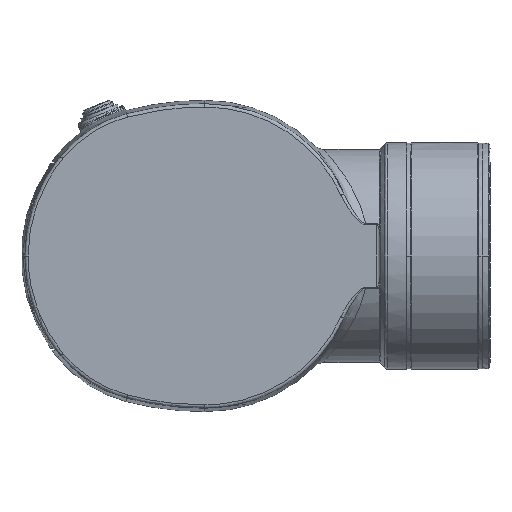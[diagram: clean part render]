
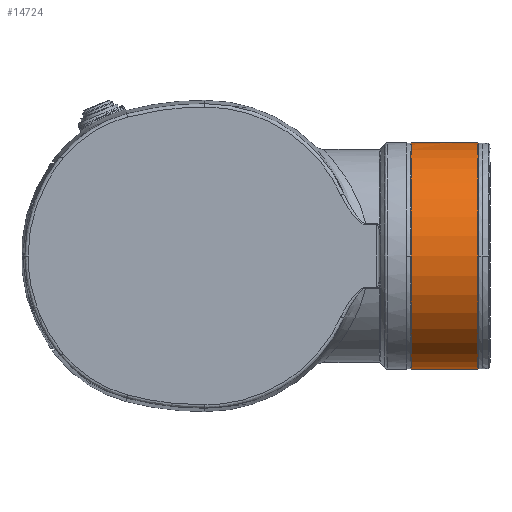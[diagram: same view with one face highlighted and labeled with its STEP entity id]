
A CAD part, front view. The second image highlights one B-rep face of the part: STEP entity #14724.
In plain terms, the highlighted cylindrical face has radius 34.5 mm (diameter 69 mm), a partial arc.
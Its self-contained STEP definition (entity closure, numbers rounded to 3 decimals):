
#263 = CARTESIAN_POINT ( 'NONE',  ( 530.6, -1.848, 923.565 ) ) ;
#288 = CARTESIAN_POINT ( 'NONE',  ( 534.2, -0.014, 889.112 ) ) ;
#687 = ORIENTED_EDGE ( 'NONE', *, *, #8962, .T. ) ;
#970 = DIRECTION ( 'NONE',  ( 1., 0., 0. ) ) ;
#1113 = ORIENTED_EDGE ( 'NONE', *, *, #1346, .F. ) ;
#1215 = CARTESIAN_POINT ( 'NONE',  ( 524.6, -1.514, 923.579 ) ) ;
#1305 = EDGE_CURVE ( 'NONE', #2320, #4253, #7959, .T. ) ;
#1346 = EDGE_CURVE ( 'NONE', #4366, #4253, #8847, .T. ) ;
#1464 = CYLINDRICAL_SURFACE ( 'NONE', #15348, 34.5 ) ;
#1638 = CARTESIAN_POINT ( 'NONE',  ( 534.2, -0.014, 854.612 ) ) ;
#1875 = LINE ( 'NONE', #13464, #4158 ) ;
#1934 = LINE ( 'NONE', #16177, #8509 ) ;
#2024 = DIRECTION ( 'NONE',  ( 1., 0., 0. ) ) ;
#2320 = VERTEX_POINT ( 'NONE', #1638 ) ;
#2492 = CARTESIAN_POINT ( 'NONE',  ( 524.6, -2.514, 923.521 ) ) ;
#2667 = CARTESIAN_POINT ( 'NONE',  ( 534.2, -0.014, 923.612 ) ) ;
#3258 = B_SPLINE_CURVE_WITH_KNOTS ( 'NONE', 3,
 ( #2492, #7546, #3687, #1215 ),
 .UNSPECIFIED., .F., .F.,
 ( 4, 4 ),
 ( 0., 1. ),
 .UNSPECIFIED. ) ;
#3687 = CARTESIAN_POINT ( 'NONE',  ( 524.6, -1.848, 923.565 ) ) ;
#3940 = CARTESIAN_POINT ( 'NONE',  ( 526., -0.014, 889.112 ) ) ;
#4102 = FACE_BOUND ( 'NONE', #9555, .T. ) ;
#4158 = VECTOR ( 'NONE', #4361, 1000. ) ;
#4247 = CARTESIAN_POINT ( 'NONE',  ( 530.6, -2.514, 923.521 ) ) ;
#4253 = VERTEX_POINT ( 'NONE', #2667 ) ;
#4285 = CARTESIAN_POINT ( 'NONE',  ( 530.6, -1.514, 923.579 ) ) ;
#4361 = DIRECTION ( 'NONE',  ( -1., 0., 0. ) ) ;
#4366 = VERTEX_POINT ( 'NONE', #13202 ) ;
#4370 = ORIENTED_EDGE ( 'NONE', *, *, #5423, .T. ) ;
#4607 = CARTESIAN_POINT ( 'NONE',  ( 513.9, -0.014, 889.112 ) ) ;
#5310 = B_SPLINE_CURVE_WITH_KNOTS ( 'NONE', 3,
 ( #4285, #263, #6519, #5487 ),
 .UNSPECIFIED., .F., .F.,
 ( 4, 4 ),
 ( 0., 1. ),
 .UNSPECIFIED. ) ;
#5423 = EDGE_CURVE ( 'NONE', #8736, #2320, #6272, .T. ) ;
#5487 = CARTESIAN_POINT ( 'NONE',  ( 530.6, -2.514, 923.521 ) ) ;
#5537 = AXIS2_PLACEMENT_3D ( 'NONE', #4607, #5720, #15168 ) ;
#5720 = DIRECTION ( 'NONE',  ( -1., 0., 0. ) ) ;
#5828 = ORIENTED_EDGE ( 'NONE', *, *, #6545, .T. ) ;
#6223 = VERTEX_POINT ( 'NONE', #7743 ) ;
#6242 = ORIENTED_EDGE ( 'NONE', *, *, #1305, .T. ) ;
#6272 = LINE ( 'NONE', #15470, #8497 ) ;
#6519 = CARTESIAN_POINT ( 'NONE',  ( 530.6, -2.181, 923.545 ) ) ;
#6545 = EDGE_CURVE ( 'NONE', #6223, #14166, #3258, .T. ) ;
#6592 = DIRECTION ( 'NONE',  ( 0., 0., -1. ) ) ;
#6947 = ORIENTED_EDGE ( 'NONE', *, *, #15280, .T. ) ;
#6976 = EDGE_CURVE ( 'NONE', #11166, #12501, #5310, .T. ) ;
#7546 = CARTESIAN_POINT ( 'NONE',  ( 524.6, -2.181, 923.545 ) ) ;
#7743 = CARTESIAN_POINT ( 'NONE',  ( 524.6, -2.514, 923.521 ) ) ;
#7959 = CIRCLE ( 'NONE', #12874, 34.5 ) ;
#8497 = VECTOR ( 'NONE', #12723, 1000. ) ;
#8509 = VECTOR ( 'NONE', #2024, 1000. ) ;
#8736 = VERTEX_POINT ( 'NONE', #14860 ) ;
#8847 = LINE ( 'NONE', #9881, #13697 ) ;
#8962 = EDGE_CURVE ( 'NONE', #12501, #6223, #1875, .T. ) ;
#9555 = EDGE_LOOP ( 'NONE', ( #5828, #6947, #11467, #687 ) ) ;
#9881 = CARTESIAN_POINT ( 'NONE',  ( 526., -0.014, 923.612 ) ) ;
#10549 = FACE_OUTER_BOUND ( 'NONE', #12310, .T. ) ;
#10629 = DIRECTION ( 'NONE',  ( 1., 0., 0. ) ) ;
#10833 = EDGE_CURVE ( 'NONE', #8736, #4366, #14868, .T. ) ;
#11166 = VERTEX_POINT ( 'NONE', #13413 ) ;
#11467 = ORIENTED_EDGE ( 'NONE', *, *, #6976, .T. ) ;
#12207 = DIRECTION ( 'NONE',  ( -1., 0., 0. ) ) ;
#12310 = EDGE_LOOP ( 'NONE', ( #1113, #13632, #4370, #6242 ) ) ;
#12501 = VERTEX_POINT ( 'NONE', #4247 ) ;
#12723 = DIRECTION ( 'NONE',  ( 1., 0., 0. ) ) ;
#12874 = AXIS2_PLACEMENT_3D ( 'NONE', #288, #12207, #13658 ) ;
#13202 = CARTESIAN_POINT ( 'NONE',  ( 513.9, -0.014, 923.612 ) ) ;
#13413 = CARTESIAN_POINT ( 'NONE',  ( 530.6, -1.514, 923.579 ) ) ;
#13464 = CARTESIAN_POINT ( 'NONE',  ( 526., -2.514, 923.521 ) ) ;
#13632 = ORIENTED_EDGE ( 'NONE', *, *, #10833, .F. ) ;
#13658 = DIRECTION ( 'NONE',  ( 0., 0., -1. ) ) ;
#13697 = VECTOR ( 'NONE', #970, 1000. ) ;
#14166 = VERTEX_POINT ( 'NONE', #15822 ) ;
#14724 = ADVANCED_FACE ( 'NONE', ( #10549, #4102 ), #1464, .T. ) ;
#14860 = CARTESIAN_POINT ( 'NONE',  ( 513.9, -0.014, 854.612 ) ) ;
#14868 = CIRCLE ( 'NONE', #5537, 34.5 ) ;
#15168 = DIRECTION ( 'NONE',  ( 0., 0., -1. ) ) ;
#15280 = EDGE_CURVE ( 'NONE', #14166, #11166, #1934, .T. ) ;
#15348 = AXIS2_PLACEMENT_3D ( 'NONE', #3940, #10629, #6592 ) ;
#15470 = CARTESIAN_POINT ( 'NONE',  ( 526., -0.014, 854.612 ) ) ;
#15822 = CARTESIAN_POINT ( 'NONE',  ( 524.6, -1.514, 923.579 ) ) ;
#16177 = CARTESIAN_POINT ( 'NONE',  ( 526., -1.514, 923.579 ) ) ;
